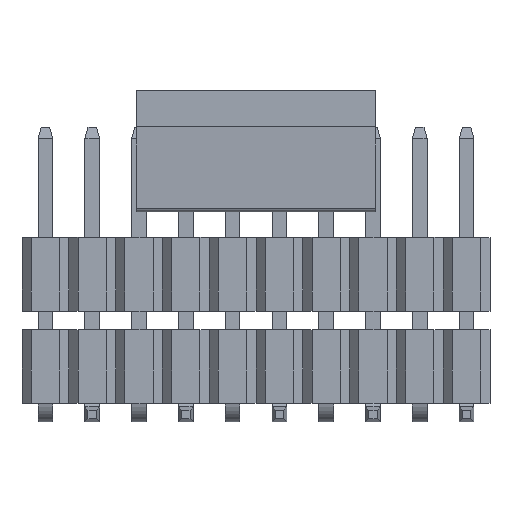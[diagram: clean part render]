
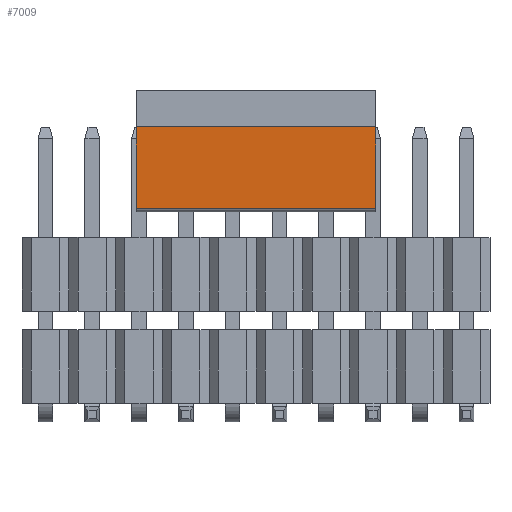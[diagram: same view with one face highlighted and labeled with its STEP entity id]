
A CAD part, top view. The second image highlights one B-rep face of the part: STEP entity #7009.
In plain terms, the highlighted planar face has unit normal (0, -0.044, 0.999).
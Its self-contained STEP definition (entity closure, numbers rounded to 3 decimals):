
#6478=CARTESIAN_POINT('',(2.465,3.296,1.004));
#6479=VERTEX_POINT('',#6478);
#6487=CARTESIAN_POINT('',(2.465,5.5,1.1));
#6488=VERTEX_POINT('',#6487);
#6489=CARTESIAN_POINT('',(2.465,3.296,1.004));
#6490=DIRECTION('',(0.,0.999,0.044));
#6491=VECTOR('',#6490,2.206);
#6492=LINE('',#6489,#6491);
#6493=EDGE_CURVE('',#6479,#6488,#6492,.T.);
#6509=CARTESIAN_POINT('',(8.965,5.5,1.1));
#6510=VERTEX_POINT('',#6509);
#6511=CARTESIAN_POINT('',(2.465,5.5,1.1));
#6512=DIRECTION('',(1.,0.,0.));
#6513=VECTOR('',#6512,6.5);
#6514=LINE('',#6511,#6513);
#6515=EDGE_CURVE('',#6488,#6510,#6514,.T.);
#6974=CARTESIAN_POINT('',(8.965,3.296,1.004));
#6975=VERTEX_POINT('',#6974);
#6983=CARTESIAN_POINT('',(8.965,3.296,1.004));
#6984=DIRECTION('',(-1.,0.,0.));
#6985=VECTOR('',#6984,6.5);
#6986=LINE('',#6983,#6985);
#6987=EDGE_CURVE('',#6975,#6479,#6986,.T.);
#6993=CARTESIAN_POINT('',(2.465,5.5,1.1));
#6994=DIRECTION('',(0.,-0.999,-0.044));
#6995=DIRECTION('',(0.,-0.044,0.999));
#6996=AXIS2_PLACEMENT_3D('',#6993,#6995,#6994);
#6997=PLANE('',#6996);
#6998=ORIENTED_EDGE('',*,*,#6987,.F.);
#6999=CARTESIAN_POINT('',(8.965,3.296,1.004));
#7000=DIRECTION('',(0.,0.999,0.044));
#7001=VECTOR('',#7000,2.206);
#7002=LINE('',#6999,#7001);
#7003=EDGE_CURVE('',#6975,#6510,#7002,.T.);
#7004=ORIENTED_EDGE('',*,*,#7003,.T.);
#7005=ORIENTED_EDGE('',*,*,#6515,.F.);
#7006=ORIENTED_EDGE('',*,*,#6493,.F.);
#7007=EDGE_LOOP('',(#6998,#7004,#7005,#7006));
#7008=FACE_OUTER_BOUND('',#7007,.T.);
#7009=ADVANCED_FACE('',(#7008),#6997,.T.);
